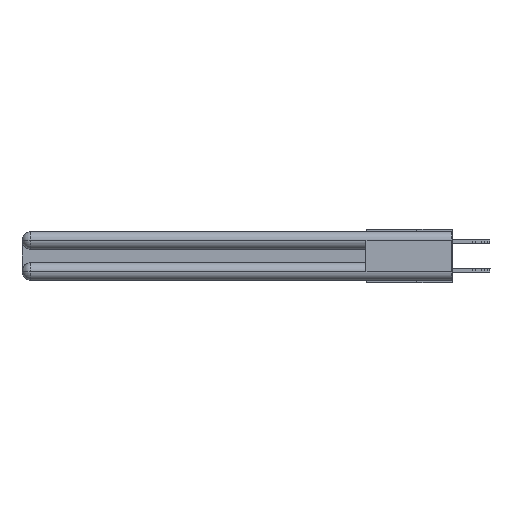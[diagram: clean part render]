
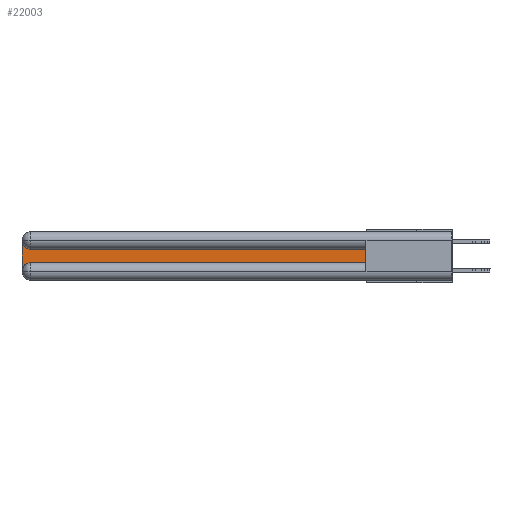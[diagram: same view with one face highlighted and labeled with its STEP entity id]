
A CAD part, left-side view. The second image highlights one B-rep face of the part: STEP entity #22003.
In plain terms, the highlighted planar face has unit normal (-1, 0, 0).
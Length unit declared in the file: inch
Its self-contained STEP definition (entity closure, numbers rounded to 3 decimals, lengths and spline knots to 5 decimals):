
#1 = EDGE_CURVE ( 'NONE', #7094, #25789, #3641, .T. ) ;
#126 = LINE ( 'NONE', #1831, #3534 ) ;
#408 = DIRECTION ( 'NONE',  ( 0., 0., -1. ) ) ;
#555 = EDGE_CURVE ( 'NONE', #25789, #26786, #22029, .T. ) ;
#861 = DIRECTION ( 'NONE',  ( 0., 0., -1. ) ) ;
#1256 = VECTOR ( 'NONE', #23838, 39.37008 ) ;
#1831 = CARTESIAN_POINT ( 'NONE',  ( 0.075, 0.6, -0.2175 ) ) ;
#2443 = CARTESIAN_POINT ( 'NONE',  ( 0.075, 2.94, -0.0625 ) ) ;
#2637 = DIRECTION ( 'NONE',  ( 1., 0., 0. ) ) ;
#3534 = VECTOR ( 'NONE', #30794, 39.37008 ) ;
#3641 = LINE ( 'NONE', #16285, #21689 ) ;
#4195 = VERTEX_POINT ( 'NONE', #27277 ) ;
#5360 = CARTESIAN_POINT ( 'NONE',  ( 0.075, 0.6, -0.1225 ) ) ;
#6353 = ORIENTED_EDGE ( 'NONE', *, *, #8907, .T. ) ;
#7094 = VERTEX_POINT ( 'NONE', #17103 ) ;
#8161 = EDGE_CURVE ( 'NONE', #26309, #7094, #12601, .T. ) ;
#8907 = EDGE_CURVE ( 'NONE', #26786, #4195, #126, .T. ) ;
#9217 = DIRECTION ( 'NONE',  ( 0., 0., -1. ) ) ;
#9287 = ORIENTED_EDGE ( 'NONE', *, *, #555, .T. ) ;
#9320 = AXIS2_PLACEMENT_3D ( 'NONE', #22950, #11241, #20883 ) ;
#9642 = ORIENTED_EDGE ( 'NONE', *, *, #8161, .T. ) ;
#10172 = VERTEX_POINT ( 'NONE', #5360 ) ;
#10750 = CARTESIAN_POINT ( 'NONE',  ( 0.075, 2.94, -0.2175 ) ) ;
#11241 = DIRECTION ( 'NONE',  ( 1., 0., 0. ) ) ;
#12243 = AXIS2_PLACEMENT_3D ( 'NONE', #28234, #2637, #408 ) ;
#12601 = CIRCLE ( 'NONE', #17732, 0.06 ) ;
#13553 = DIRECTION ( 'NONE',  ( 0., 1., 0. ) ) ;
#13929 = CARTESIAN_POINT ( 'NONE',  ( 0.075, 3., -0.2775 ) ) ;
#14187 = VECTOR ( 'NONE', #13553, 39.37008 ) ;
#16285 = CARTESIAN_POINT ( 'NONE',  ( 0.075, 3., -0.2175 ) ) ;
#16388 = EDGE_CURVE ( 'NONE', #10172, #26309, #27085, .T. ) ;
#16550 = CARTESIAN_POINT ( 'NONE',  ( 0.075, 2.94, -0.1225 ) ) ;
#17103 = CARTESIAN_POINT ( 'NONE',  ( 0.075, 3., -0.0625 ) ) ;
#17732 = AXIS2_PLACEMENT_3D ( 'NONE', #2443, #30052, #861 ) ;
#19253 = EDGE_CURVE ( 'NONE', #4195, #10172, #31108, .T. ) ;
#20535 = CARTESIAN_POINT ( 'NONE',  ( 0.075, 0.6, -0.1225 ) ) ;
#20550 = ORIENTED_EDGE ( 'NONE', *, *, #19253, .T. ) ;
#20883 = DIRECTION ( 'NONE',  ( 0., 0., -1. ) ) ;
#21689 = VECTOR ( 'NONE', #9217, 39.37008 ) ;
#21863 = FACE_OUTER_BOUND ( 'NONE', #28849, .T. ) ;
#22003 = ADVANCED_FACE ( 'NONE', ( #21863 ), #28131, .F. ) ;
#22029 = CIRCLE ( 'NONE', #9320, 0.06 ) ;
#22950 = CARTESIAN_POINT ( 'NONE',  ( 0.075, 2.94, -0.2775 ) ) ;
#23749 = CARTESIAN_POINT ( 'NONE',  ( 0.075, 0.6, -0.2175 ) ) ;
#23838 = DIRECTION ( 'NONE',  ( 0., 0., 1. ) ) ;
#25789 = VERTEX_POINT ( 'NONE', #13929 ) ;
#26309 = VERTEX_POINT ( 'NONE', #16550 ) ;
#26458 = ORIENTED_EDGE ( 'NONE', *, *, #1, .T. ) ;
#26786 = VERTEX_POINT ( 'NONE', #10750 ) ;
#27085 = LINE ( 'NONE', #20535, #14187 ) ;
#27277 = CARTESIAN_POINT ( 'NONE',  ( 0.075, 0.6, -0.2175 ) ) ;
#28131 = PLANE ( 'NONE',  #12243 ) ;
#28234 = CARTESIAN_POINT ( 'NONE',  ( 0.075, 3., -0.1225 ) ) ;
#28849 = EDGE_LOOP ( 'NONE', ( #29999, #9642, #26458, #9287, #6353, #20550 ) ) ;
#29999 = ORIENTED_EDGE ( 'NONE', *, *, #16388, .T. ) ;
#30052 = DIRECTION ( 'NONE',  ( 1., 0., 0. ) ) ;
#30794 = DIRECTION ( 'NONE',  ( 0., -1., 0. ) ) ;
#31108 = LINE ( 'NONE', #23749, #1256 ) ;
